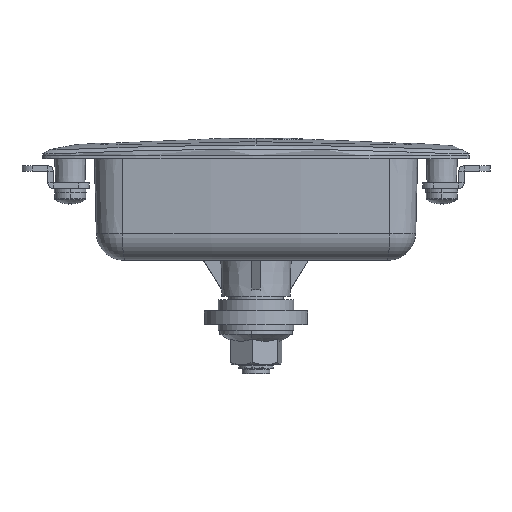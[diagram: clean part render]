
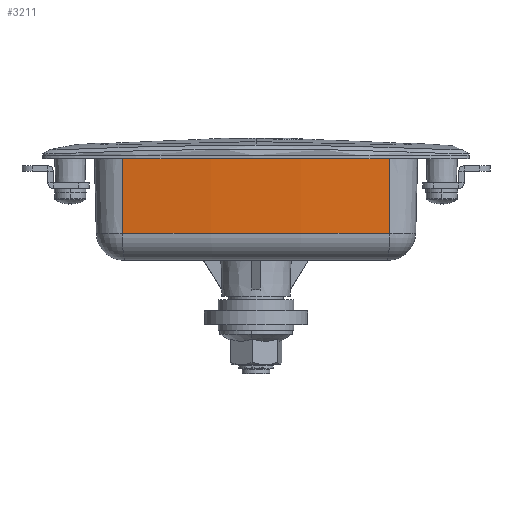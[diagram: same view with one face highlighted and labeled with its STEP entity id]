
A CAD part, front view. The second image highlights one B-rep face of the part: STEP entity #3211.
In plain terms, the highlighted conical face has half-angle 1.5 degrees and reference radius 402 mm.
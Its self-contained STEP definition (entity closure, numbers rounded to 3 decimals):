
#1594 = EDGE_CURVE ( 'NONE', #5142, #16930, #17878, .T. ) ;
#1646 = EDGE_CURVE ( 'NONE', #12493, #12828, #2151, .T. ) ;
#1951 = LINE ( 'NONE', #10605, #3021 ) ;
#2151 = CIRCLE ( 'NONE', #19765, 401.405 ) ;
#2482 = ORIENTED_EDGE ( 'NONE', *, *, #18696, .F. ) ;
#3021 = VECTOR ( 'NONE', #13906, 1000. ) ;
#3211 = ADVANCED_FACE ( 'NONE', ( #13875 ), #13194, .T. ) ;
#4963 = CARTESIAN_POINT ( 'NONE',  ( 38.813, -43.524, -22.709 ) ) ;
#5066 = DIRECTION ( 'NONE',  ( -1., 0., 0. ) ) ;
#5142 = VERTEX_POINT ( 'NONE', #13377 ) ;
#5747 = DIRECTION ( 'NONE',  ( 0., 0., 1. ) ) ;
#7565 = DIRECTION ( 'NONE',  ( 0.003, -0.026, 1. ) ) ;
#7757 = AXIS2_PLACEMENT_3D ( 'NONE', #13957, #10541, #5066 ) ;
#7810 = CARTESIAN_POINT ( 'NONE',  ( 38.87, -44.116, 0. ) ) ;
#7931 = EDGE_CURVE ( 'NONE', #12828, #5142, #16854, .T. ) ;
#10541 = DIRECTION ( 'NONE',  ( 0., 0., -1. ) ) ;
#10605 = CARTESIAN_POINT ( 'NONE',  ( -38.87, -44.116, 0. ) ) ;
#12493 = VERTEX_POINT ( 'NONE', #17540 ) ;
#12828 = VERTEX_POINT ( 'NONE', #4963 ) ;
#12878 = DIRECTION ( 'NONE',  ( -1., 0., 0. ) ) ;
#13194 = CONICAL_SURFACE ( 'NONE', #14337, 402., 0.026 ) ;
#13377 = CARTESIAN_POINT ( 'NONE',  ( 38.87, -44.116, 0. ) ) ;
#13875 = FACE_OUTER_BOUND ( 'NONE', #18493, .T. ) ;
#13906 = DIRECTION ( 'NONE',  ( -0.003, -0.026, 1. ) ) ;
#13957 = CARTESIAN_POINT ( 'NONE',  ( 0., 356., 0. ) ) ;
#14337 = AXIS2_PLACEMENT_3D ( 'NONE', #15754, #20937, #19295 ) ;
#14645 = CARTESIAN_POINT ( 'NONE',  ( 0., 356., -22.709 ) ) ;
#15754 = CARTESIAN_POINT ( 'NONE',  ( 0., 356., 0. ) ) ;
#16854 = LINE ( 'NONE', #7810, #17162 ) ;
#16930 = VERTEX_POINT ( 'NONE', #22485 ) ;
#16980 = ORIENTED_EDGE ( 'NONE', *, *, #1646, .T. ) ;
#17162 = VECTOR ( 'NONE', #7565, 1000. ) ;
#17540 = CARTESIAN_POINT ( 'NONE',  ( -38.813, -43.524, -22.709 ) ) ;
#17878 = CIRCLE ( 'NONE', #7757, 402. ) ;
#18493 = EDGE_LOOP ( 'NONE', ( #2482, #16980, #21699, #20516 ) ) ;
#18696 = EDGE_CURVE ( 'NONE', #12493, #16930, #1951, .T. ) ;
#19295 = DIRECTION ( 'NONE',  ( -1., 0., 0. ) ) ;
#19765 = AXIS2_PLACEMENT_3D ( 'NONE', #14645, #5747, #12878 ) ;
#20516 = ORIENTED_EDGE ( 'NONE', *, *, #1594, .T. ) ;
#20937 = DIRECTION ( 'NONE',  ( 0., 0., 1. ) ) ;
#21699 = ORIENTED_EDGE ( 'NONE', *, *, #7931, .T. ) ;
#22485 = CARTESIAN_POINT ( 'NONE',  ( -38.87, -44.116, 0. ) ) ;
